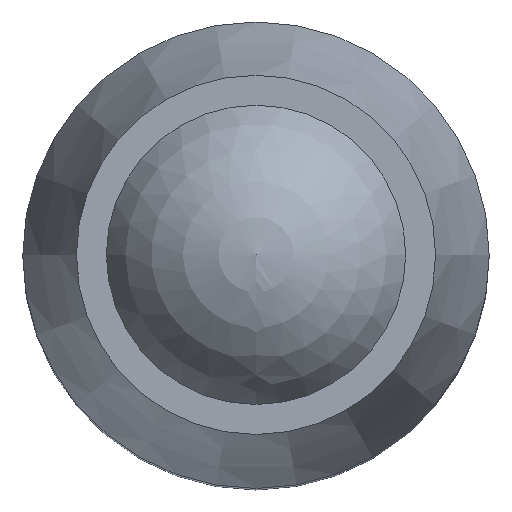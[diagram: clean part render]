
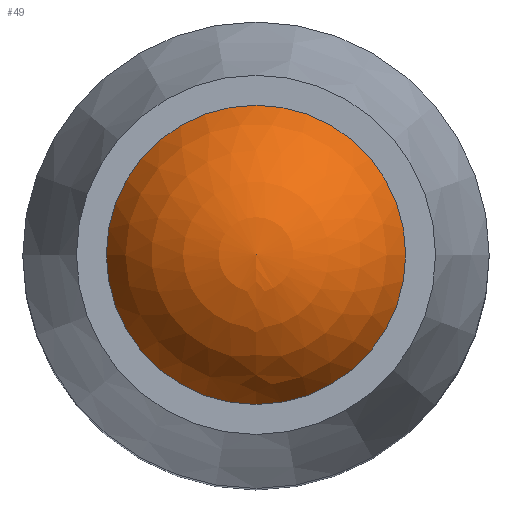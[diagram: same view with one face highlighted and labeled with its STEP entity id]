
A CAD part, top view. The second image highlights one B-rep face of the part: STEP entity #49.
In plain terms, the highlighted spherical face has radius 3.5 mm.
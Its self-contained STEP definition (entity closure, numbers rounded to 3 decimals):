
#49 = ADVANCED_FACE( '', ( #107, #108 ), #109, .T. );
#107 = FACE_BOUND( '', #178, .T. );
#108 = FACE_OUTER_BOUND( '', #179, .T. );
#109 = SPHERICAL_SURFACE( '', #180, 3.5 );
#178 = VERTEX_LOOP( '', #257 );
#179 = EDGE_LOOP( '', ( #258 ) );
#180 = AXIS2_PLACEMENT_3D( '', #259, #260, #261 );
#257 = VERTEX_POINT( '', #395 );
#258 = ORIENTED_EDGE( '', *, *, #396, .T. );
#259 = CARTESIAN_POINT( '', ( 0., 0., 22.5 ) );
#260 = DIRECTION( '', ( 0., 0., 1. ) );
#261 = DIRECTION( '', ( 0., -1., 0. ) );
#395 = CARTESIAN_POINT( '', ( 0., 0., 26. ) );
#396 = EDGE_CURVE( '', #459, #459, #460, .T. );
#459 = VERTEX_POINT( '', #544 );
#460 = CIRCLE( '', #545, 3.208 );
#544 = CARTESIAN_POINT( '', ( 3.208, 0., 23.9 ) );
#545 = AXIS2_PLACEMENT_3D( '', #629, #630, #631 );
#629 = CARTESIAN_POINT( '', ( 0., 0., 23.9 ) );
#630 = DIRECTION( '', ( 0., 0., 1. ) );
#631 = DIRECTION( '', ( 1., 0., 0. ) );
